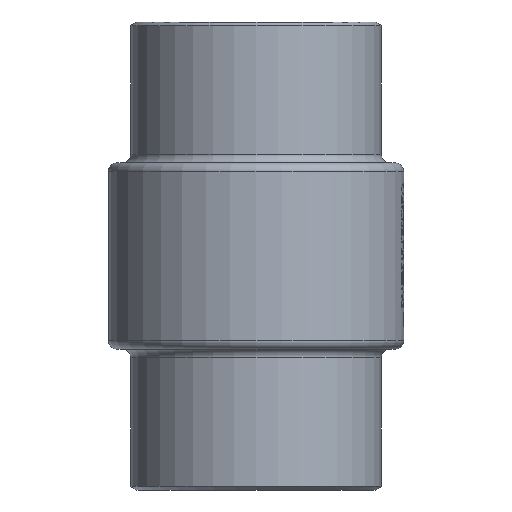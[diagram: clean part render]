
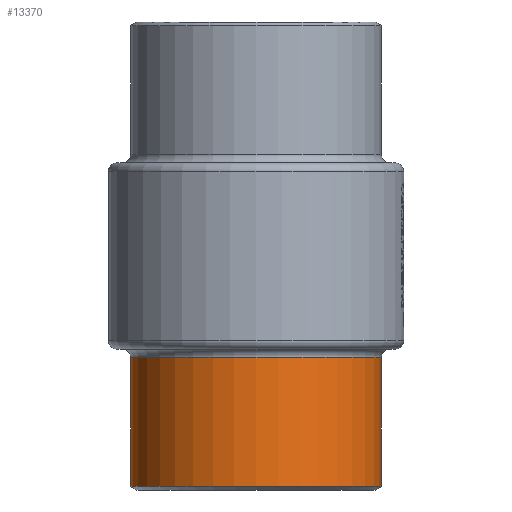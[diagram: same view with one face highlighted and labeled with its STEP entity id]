
A CAD part, front view. The second image highlights one B-rep face of the part: STEP entity #13370.
In plain terms, the highlighted cylindrical face has radius 44.45 mm (diameter 88.9 mm), a partial arc.
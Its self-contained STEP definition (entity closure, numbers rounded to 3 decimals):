
#760 = CARTESIAN_POINT ( 'NONE',  ( 0., 0., -119. ) ) ;
#1151 = EDGE_CURVE ( 'NONE', #4292, #15822, #5991, .T. ) ;
#1892 = CARTESIAN_POINT ( 'NONE',  ( -44.45, 0., -119. ) ) ;
#2336 = ORIENTED_EDGE ( 'NONE', *, *, #10120, .T. ) ;
#2367 = VECTOR ( 'NONE', #22978, 1000. ) ;
#2454 = DIRECTION ( 'NONE',  ( 1., 0., 0. ) ) ;
#3022 = ORIENTED_EDGE ( 'NONE', *, *, #1151, .F. ) ;
#3281 = CARTESIAN_POINT ( 'NONE',  ( 0., 0., -164.73 ) ) ;
#3399 = VERTEX_POINT ( 'NONE', #1892 ) ;
#4220 = CARTESIAN_POINT ( 'NONE',  ( -44.45, 0., -166. ) ) ;
#4292 = VERTEX_POINT ( 'NONE', #15109 ) ;
#4501 = DIRECTION ( 'NONE',  ( 1., 0., 0. ) ) ;
#5039 = ORIENTED_EDGE ( 'NONE', *, *, #12085, .T. ) ;
#5508 = VECTOR ( 'NONE', #19254, 1000. ) ;
#5991 = LINE ( 'NONE', #7688, #2367 ) ;
#6621 = DIRECTION ( 'NONE',  ( 0., 0., -1. ) ) ;
#6893 = CYLINDRICAL_SURFACE ( 'NONE', #26186, 44.45 ) ;
#7499 = DIRECTION ( 'NONE',  ( 0., 0., 1. ) ) ;
#7688 = CARTESIAN_POINT ( 'NONE',  ( 44.45, 0., -166. ) ) ;
#9816 = ORIENTED_EDGE ( 'NONE', *, *, #15757, .T. ) ;
#10120 = EDGE_CURVE ( 'NONE', #3399, #20639, #14917, .T. ) ;
#11855 = DIRECTION ( 'NONE',  ( 1., 0., 0. ) ) ;
#12085 = EDGE_CURVE ( 'NONE', #4292, #3399, #25285, .T. ) ;
#13370 = ADVANCED_FACE ( 'NONE', ( #25861 ), #6893, .T. ) ;
#14917 = LINE ( 'NONE', #4220, #5508 ) ;
#15109 = CARTESIAN_POINT ( 'NONE',  ( 44.45, 0., -119. ) ) ;
#15757 = EDGE_CURVE ( 'NONE', #20639, #15822, #19095, .T. ) ;
#15822 = VERTEX_POINT ( 'NONE', #16629 ) ;
#16629 = CARTESIAN_POINT ( 'NONE',  ( 44.45, 0., -164.73 ) ) ;
#17089 = EDGE_LOOP ( 'NONE', ( #5039, #2336, #9816, #3022 ) ) ;
#19095 = CIRCLE ( 'NONE', #24930, 44.45 ) ;
#19254 = DIRECTION ( 'NONE',  ( 0., 0., -1. ) ) ;
#19597 = DIRECTION ( 'NONE',  ( 0., 0., -1. ) ) ;
#20361 = AXIS2_PLACEMENT_3D ( 'NONE', #760, #19597, #2454 ) ;
#20618 = CARTESIAN_POINT ( 'NONE',  ( -44.45, 0., -164.73 ) ) ;
#20639 = VERTEX_POINT ( 'NONE', #20618 ) ;
#22978 = DIRECTION ( 'NONE',  ( 0., 0., -1. ) ) ;
#24024 = CARTESIAN_POINT ( 'NONE',  ( 0., 0., -166. ) ) ;
#24930 = AXIS2_PLACEMENT_3D ( 'NONE', #3281, #7499, #11855 ) ;
#25285 = CIRCLE ( 'NONE', #20361, 44.45 ) ;
#25861 = FACE_OUTER_BOUND ( 'NONE', #17089, .T. ) ;
#26186 = AXIS2_PLACEMENT_3D ( 'NONE', #24024, #6621, #4501 ) ;
